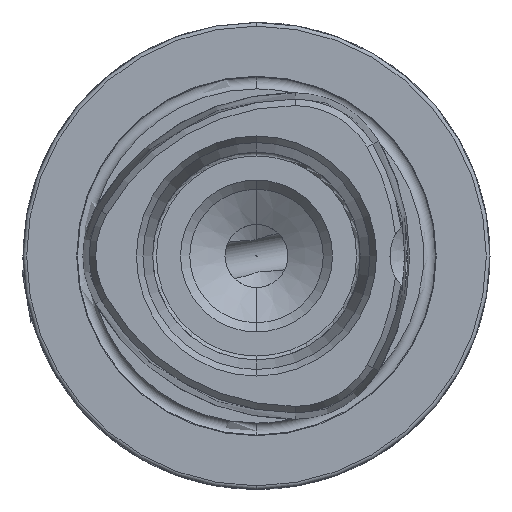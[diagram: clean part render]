
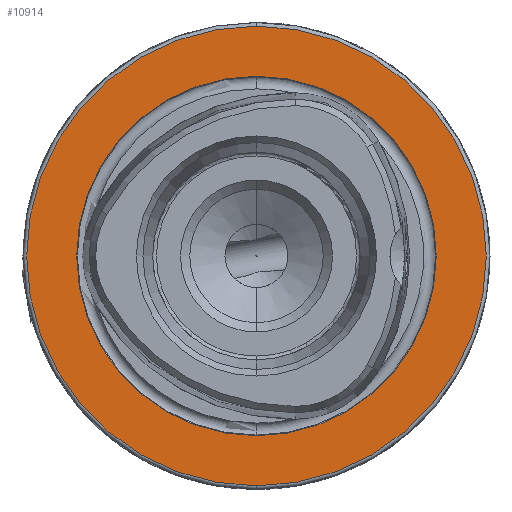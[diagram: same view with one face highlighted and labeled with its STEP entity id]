
A CAD part, left-side view. The second image highlights one B-rep face of the part: STEP entity #10914.
In plain terms, the highlighted planar face has unit normal (-1, 0, 0).
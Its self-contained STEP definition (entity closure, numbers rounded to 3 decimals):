
#510 = EDGE_CURVE ( 'NONE', #10000, #5911, #3712, .T. ) ;
#1005 = DIRECTION ( 'NONE',  ( -1., 0., 0. ) ) ;
#1109 = AXIS2_PLACEMENT_3D ( 'NONE', #2488, #4571, #12118 ) ;
#1751 = DIRECTION ( 'NONE',  ( -1., 0., 0. ) ) ;
#1980 = DIRECTION ( 'NONE',  ( 0., 0., 1. ) ) ;
#2194 = FACE_BOUND ( 'NONE', #4813, .T. ) ;
#2230 = CARTESIAN_POINT ( 'NONE',  ( 0., 0., 0. ) ) ;
#2488 = CARTESIAN_POINT ( 'NONE',  ( 0., 24.25, 0. ) ) ;
#2593 = CIRCLE ( 'NONE', #11450, 24.25 ) ;
#2884 = VERTEX_POINT ( 'NONE', #6404 ) ;
#3053 = CIRCLE ( 'NONE', #7145, 31. ) ;
#3201 = CIRCLE ( 'NONE', #9652, 31. ) ;
#3605 = CARTESIAN_POINT ( 'NONE',  ( 0., 0., 0. ) ) ;
#3712 = CIRCLE ( 'NONE', #10774, 24.25 ) ;
#4571 = DIRECTION ( 'NONE',  ( 1., 0., 0. ) ) ;
#4813 = EDGE_LOOP ( 'NONE', ( #9945, #12218 ) ) ;
#5742 = EDGE_CURVE ( 'NONE', #5911, #10000, #2593, .T. ) ;
#5846 = DIRECTION ( 'NONE',  ( 0., 0., 1. ) ) ;
#5911 = VERTEX_POINT ( 'NONE', #10375 ) ;
#6298 = EDGE_LOOP ( 'NONE', ( #7638, #9557 ) ) ;
#6404 = CARTESIAN_POINT ( 'NONE',  ( 0., 0., -31. ) ) ;
#7145 = AXIS2_PLACEMENT_3D ( 'NONE', #2230, #8925, #1980 ) ;
#7306 = EDGE_CURVE ( 'NONE', #2884, #11772, #3201, .T. ) ;
#7638 = ORIENTED_EDGE ( 'NONE', *, *, #11716, .T. ) ;
#7898 = CARTESIAN_POINT ( 'NONE',  ( 0., 0., 0. ) ) ;
#7944 = DIRECTION ( 'NONE',  ( -1., 0., 0. ) ) ;
#8191 = CARTESIAN_POINT ( 'NONE',  ( 0., 0., 31. ) ) ;
#8888 = FACE_OUTER_BOUND ( 'NONE', #6298, .T. ) ;
#8925 = DIRECTION ( 'NONE',  ( -1., 0., 0. ) ) ;
#9265 = PLANE ( 'NONE',  #1109 ) ;
#9557 = ORIENTED_EDGE ( 'NONE', *, *, #7306, .T. ) ;
#9652 = AXIS2_PLACEMENT_3D ( 'NONE', #11442, #1005, #5846 ) ;
#9922 = DIRECTION ( 'NONE',  ( 0., 0., 1. ) ) ;
#9945 = ORIENTED_EDGE ( 'NONE', *, *, #5742, .F. ) ;
#10000 = VERTEX_POINT ( 'NONE', #10818 ) ;
#10231 = DIRECTION ( 'NONE',  ( 0., 0., 1. ) ) ;
#10375 = CARTESIAN_POINT ( 'NONE',  ( 0., 0., 24.25 ) ) ;
#10774 = AXIS2_PLACEMENT_3D ( 'NONE', #7898, #7944, #9922 ) ;
#10818 = CARTESIAN_POINT ( 'NONE',  ( 0., 0., -24.25 ) ) ;
#10914 = ADVANCED_FACE ( 'NONE', ( #2194, #8888 ), #9265, .F. ) ;
#11442 = CARTESIAN_POINT ( 'NONE',  ( 0., 0., 0. ) ) ;
#11450 = AXIS2_PLACEMENT_3D ( 'NONE', #3605, #1751, #10231 ) ;
#11716 = EDGE_CURVE ( 'NONE', #11772, #2884, #3053, .T. ) ;
#11772 = VERTEX_POINT ( 'NONE', #8191 ) ;
#12118 = DIRECTION ( 'NONE',  ( 0., 0., -1. ) ) ;
#12218 = ORIENTED_EDGE ( 'NONE', *, *, #510, .F. ) ;
